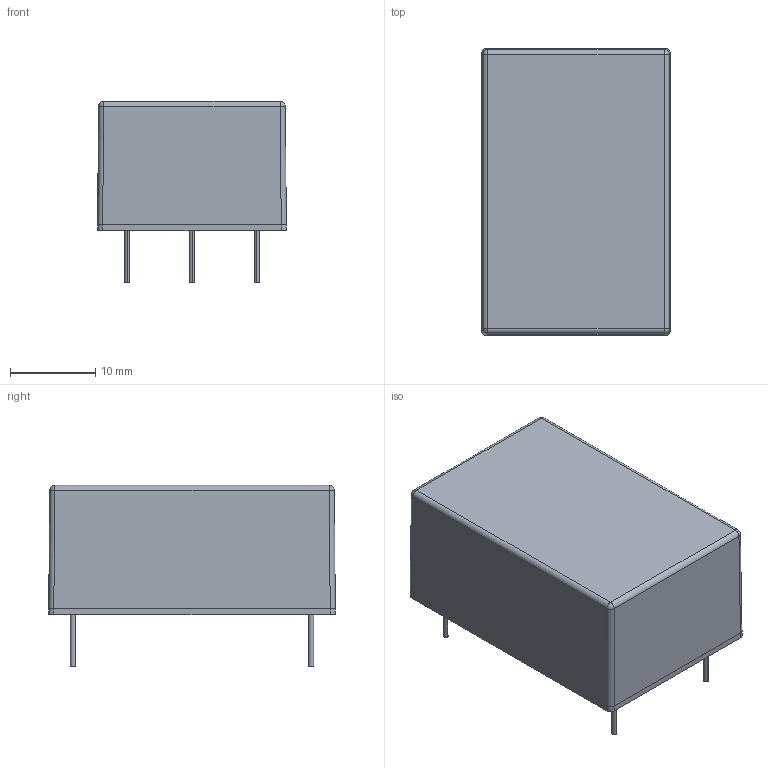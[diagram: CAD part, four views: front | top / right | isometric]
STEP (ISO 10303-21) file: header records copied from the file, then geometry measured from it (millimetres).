
FILE_DESCRIPTION(('Creo Elements/Direct Modeling STEP Export'),'2;1');
FILE_NAME('IRM01-PIN.stp','2016-06-28T10:47:29',(''),(''),'PTC Creo Elements/Direct Modeling STEP processor for AP214 (Solid Model)','PTC Creo Elements/Direct Modeling 19.0 09-May-2014 (C) Parametric Technology GmbH','');
FILE_SCHEMA(('AUTOMOTIVE_DESIGN { 1 0 10303 214 1 1 1 1 }'));
Length unit declared in the file: millimetre
Products named in the file (7): PIN_14_1_PRT_PRT.PRT; PIN_14_2_PRT_PRT.PRT; PIN_14_3_PRT_PRT.PRT; PIN_14_4_PRT_PRT.PRT; _X2_4E0B84CB_X0__PRT_1_1_33_PRT.PRT; _X2_4E0A84CB_X0__PRT_21_PRT_PRT.PRT; PIN_14_ASM_ASM.ASM
Assembly tree (6 placements, depth 2):
  PIN_14_ASM_ASM.ASM
    _X2_4E0A84CB_X0__PRT_21_PRT_PRT.PRT
    _X2_4E0B84CB_X0__PRT_1_1_33_PRT.PRT
    PIN_14_4_PRT_PRT.PRT
    PIN_14_3_PRT_PRT.PRT
    PIN_14_2_PRT_PRT.PRT
    PIN_14_1_PRT_PRT.PRT
Bounding box: 22.21 x 33.7 x 21.3 mm (x, y, z)
Volume: 2287 mm3; surface area: 6753.4 mm2
Topology: 6 solids, 6 shells, 116 faces, 283 edges, 173 vertices
Faces by surface type: plane 54, cylinder 46, sphere 8, cone 8
Entity records: 3378 total; most frequent: DIRECTION 555, ORIENTED_EDGE 550, CARTESIAN_POINT 542, EDGE_CURVE 275, AXIS2_PLACEMENT_3D 196, VERTEX_POINT 173, VECTOR 163, LINE 163
